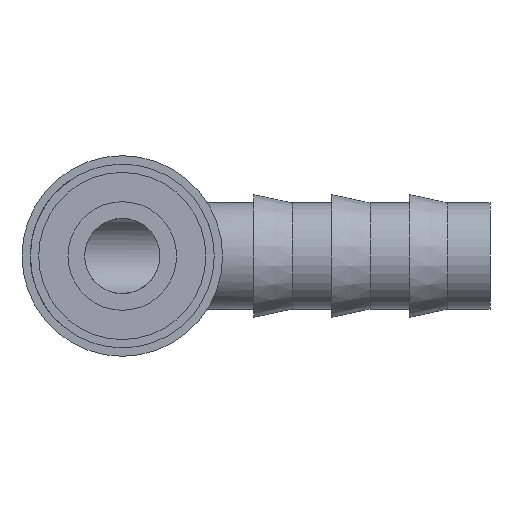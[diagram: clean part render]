
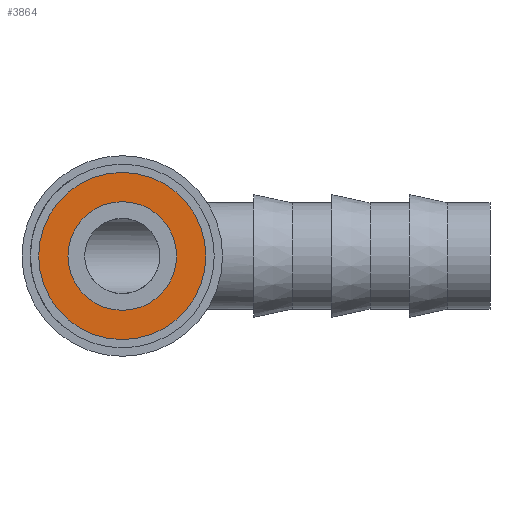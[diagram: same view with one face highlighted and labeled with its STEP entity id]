
A CAD part, left-side view. The second image highlights one B-rep face of the part: STEP entity #3864.
In plain terms, the highlighted planar face has unit normal (-1, 0, 0).
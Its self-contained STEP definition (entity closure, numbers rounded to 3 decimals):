
#397 = CARTESIAN_POINT ( 'NONE',  ( 0., 0., -10. ) ) ;
#546 = EDGE_LOOP ( 'NONE', ( #1270, #2448 ) ) ;
#759 = DIRECTION ( 'NONE',  ( 0., 0., -1. ) ) ;
#989 = CARTESIAN_POINT ( 'NONE',  ( 0., 0., 0. ) ) ;
#1004 = VERTEX_POINT ( 'NONE', #4544 ) ;
#1085 = CARTESIAN_POINT ( 'NONE',  ( 0., 0., 0. ) ) ;
#1270 = ORIENTED_EDGE ( 'NONE', *, *, #2053, .T. ) ;
#1502 = AXIS2_PLACEMENT_3D ( 'NONE', #2655, #3958, #6611 ) ;
#1730 = ORIENTED_EDGE ( 'NONE', *, *, #7162, .T. ) ;
#1935 = VERTEX_POINT ( 'NONE', #397 ) ;
#2053 = EDGE_CURVE ( 'NONE', #3553, #1935, #3737, .T. ) ;
#2062 = AXIS2_PLACEMENT_3D ( 'NONE', #8148, #4359, #7534 ) ;
#2237 = CARTESIAN_POINT ( 'NONE',  ( 0., 0., 0. ) ) ;
#2448 = ORIENTED_EDGE ( 'NONE', *, *, #4378, .T. ) ;
#2655 = CARTESIAN_POINT ( 'NONE',  ( 0., 0., 0. ) ) ;
#2847 = ORIENTED_EDGE ( 'NONE', *, *, #7242, .T. ) ;
#2896 = CIRCLE ( 'NONE', #2062, 10. ) ;
#3135 = PLANE ( 'NONE',  #7350 ) ;
#3553 = VERTEX_POINT ( 'NONE', #6987 ) ;
#3692 = DIRECTION ( 'NONE',  ( 0., 0., -1. ) ) ;
#3737 = CIRCLE ( 'NONE', #1502, 10. ) ;
#3789 = DIRECTION ( 'NONE',  ( 0., 0., -1. ) ) ;
#3847 = VERTEX_POINT ( 'NONE', #8105 ) ;
#3864 = ADVANCED_FACE ( 'NONE', ( #8498, #5747 ), #3135, .F. ) ;
#3892 = AXIS2_PLACEMENT_3D ( 'NONE', #2237, #6725, #759 ) ;
#3958 = DIRECTION ( 'NONE',  ( -1., 0., 0. ) ) ;
#4359 = DIRECTION ( 'NONE',  ( -1., 0., 0. ) ) ;
#4378 = EDGE_CURVE ( 'NONE', #1935, #3553, #2896, .T. ) ;
#4386 = DIRECTION ( 'NONE',  ( 1., 0., 0. ) ) ;
#4544 = CARTESIAN_POINT ( 'NONE',  ( 0., 0., -6.5 ) ) ;
#5275 = EDGE_LOOP ( 'NONE', ( #2847, #1730 ) ) ;
#5747 = FACE_OUTER_BOUND ( 'NONE', #546, .T. ) ;
#5836 = AXIS2_PLACEMENT_3D ( 'NONE', #989, #4386, #3692 ) ;
#6611 = DIRECTION ( 'NONE',  ( 0., 0., 1. ) ) ;
#6725 = DIRECTION ( 'NONE',  ( 1., 0., 0. ) ) ;
#6958 = CIRCLE ( 'NONE', #5836, 6.5 ) ;
#6987 = CARTESIAN_POINT ( 'NONE',  ( 0., 0., 10. ) ) ;
#7162 = EDGE_CURVE ( 'NONE', #1004, #3847, #6958, .T. ) ;
#7242 = EDGE_CURVE ( 'NONE', #3847, #1004, #7647, .T. ) ;
#7350 = AXIS2_PLACEMENT_3D ( 'NONE', #1085, #8450, #3789 ) ;
#7534 = DIRECTION ( 'NONE',  ( 0., 0., 1. ) ) ;
#7647 = CIRCLE ( 'NONE', #3892, 6.5 ) ;
#8105 = CARTESIAN_POINT ( 'NONE',  ( 0., 0., 6.5 ) ) ;
#8148 = CARTESIAN_POINT ( 'NONE',  ( 0., 0., 0. ) ) ;
#8450 = DIRECTION ( 'NONE',  ( 1., 0., 0. ) ) ;
#8498 = FACE_BOUND ( 'NONE', #5275, .T. ) ;
